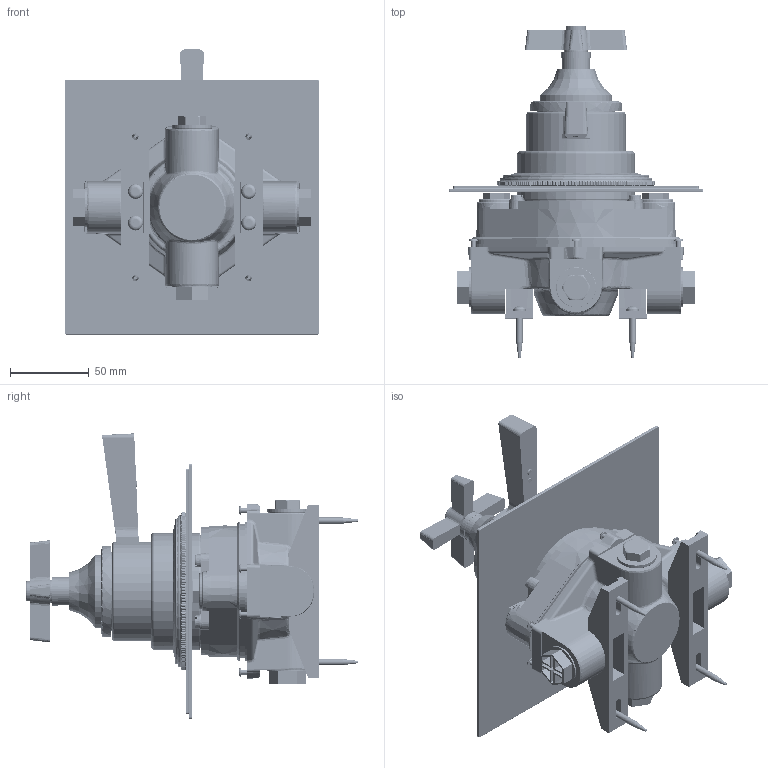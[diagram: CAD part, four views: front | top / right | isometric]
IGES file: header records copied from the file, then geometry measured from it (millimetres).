
Global section: file name: No Iges File Name specified; native system: Autodesk Inventor 2012; preprocessor: AutoDesk Inventor Iges Exporter R2012; author: mblakey; date: 20121213.105836; units: millimetre
Bounding box: 162 x 211.12 x 181.5 mm (x, y, z)
Volume: 779761.2 mm3; surface area: 338072.4 mm2
Topology: 112 solids, 112 shells, 4339 faces, 10432 edges, 6554 vertices
Faces by surface type: plane 2247, revolution 654, cylinder 587, cone 537, bspline 208, torus 100, sphere 6
Full cylindrical faces by diameter (mm): 2.8 x2, 3 x7, 3.14 x1, 3.5 x2, 3.571 x1, 4 x26, 4.5 x3, 4.51 x4, 5 x10, 5.7 x10, 6.3 x1, 7 x1, 7.6 x1, 7.85 x1, 8 x8, 8.13 x8, 9.1 x2, 9.5 x4, 9.725 x1, 10 x10, 10.5 x1, 11 x3, 11.25 x2, 11.998 x1, 12.7 x2, 13 x4, 13.5 x1, 14.8 x1, 15 x2, 15.7 x2
